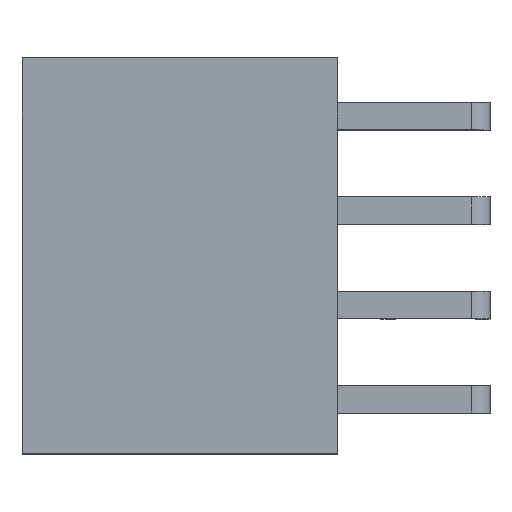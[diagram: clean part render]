
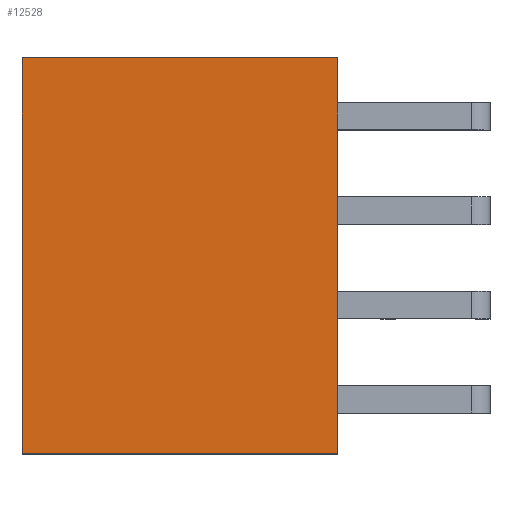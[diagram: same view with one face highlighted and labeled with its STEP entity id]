
A CAD part, top view. The second image highlights one B-rep face of the part: STEP entity #12528.
In plain terms, the highlighted face is planar.
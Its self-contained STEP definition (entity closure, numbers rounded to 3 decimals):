
#1328=ORIENTED_EDGE('',*,*,#3648,.T.);
#1329=ORIENTED_EDGE('',*,*,#3649,.T.);
#1330=ORIENTED_EDGE('',*,*,#3650,.T.);
#1331=ORIENTED_EDGE('',*,*,#3651,.T.);
#3648=EDGE_CURVE('',#4736,#4737,#5680,.T.);
#3649=EDGE_CURVE('',#4737,#4738,#5681,.T.);
#3650=EDGE_CURVE('',#4738,#4739,#5682,.T.);
#3651=EDGE_CURVE('',#4739,#4736,#5683,.T.);
#4736=VERTEX_POINT('',#17575);
#4737=VERTEX_POINT('',#17576);
#4738=VERTEX_POINT('',#17578);
#4739=VERTEX_POINT('',#17580);
#5680=LINE('',#17574,#6816);
#5681=LINE('',#17577,#6817);
#5682=LINE('',#17579,#6818);
#5683=LINE('',#17581,#6819);
#6816=VECTOR('',#14682,1000.);
#6817=VECTOR('',#14683,1000.);
#6818=VECTOR('',#14684,1000.);
#6819=VECTOR('',#14685,1000.);
#7402=EDGE_LOOP('',(#1328,#1329,#1330,#1331));
#7932=FACE_BOUND('',#7402,.T.);
#8462=PLANE('',#13081);
#12528=ADVANCED_FACE('',(#7932),#8462,.T.);
#13081=AXIS2_PLACEMENT_3D('',#17573,#14680,#14681);
#14680=DIRECTION('',(0.,1.,0.));
#14681=DIRECTION('',(0.,0.,1.));
#14682=DIRECTION('',(0.,0.,1.));
#14683=DIRECTION('',(1.,0.,0.));
#14684=DIRECTION('',(0.,0.,-1.));
#14685=DIRECTION('',(-1.,0.,0.));
#17573=CARTESIAN_POINT('',(0.,2.5,0.));
#17574=CARTESIAN_POINT('',(-5.33,2.5,-4.25));
#17575=CARTESIAN_POINT('',(-5.33,2.5,-4.25));
#17576=CARTESIAN_POINT('',(-5.33,2.5,4.25));
#17577=CARTESIAN_POINT('',(-5.33,2.5,4.25));
#17578=CARTESIAN_POINT('',(5.33,2.5,4.25));
#17579=CARTESIAN_POINT('',(5.33,2.5,4.25));
#17580=CARTESIAN_POINT('',(5.33,2.5,-4.25));
#17581=CARTESIAN_POINT('',(5.33,2.5,-4.25));
